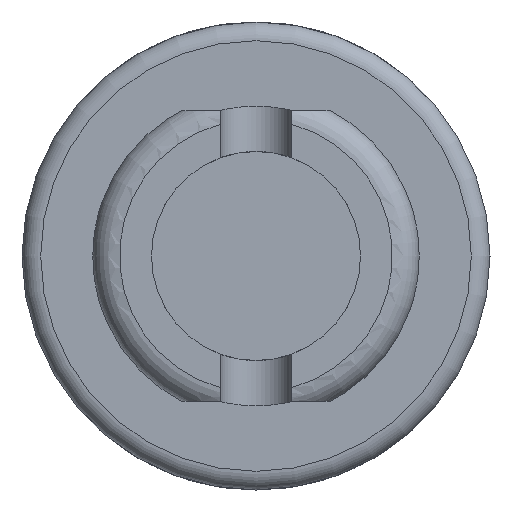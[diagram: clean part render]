
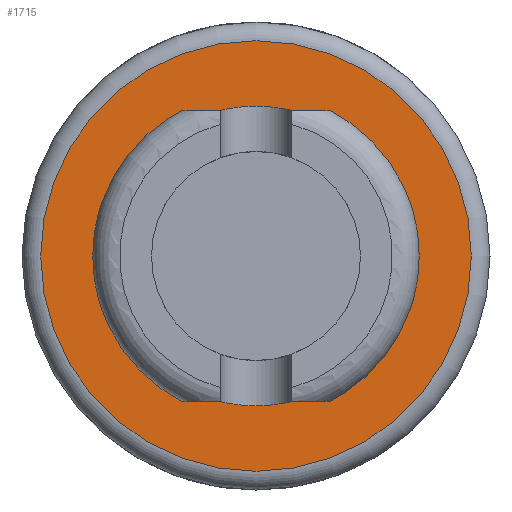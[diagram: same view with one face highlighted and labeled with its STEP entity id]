
A CAD part, left-side view. The second image highlights one B-rep face of the part: STEP entity #1715.
In plain terms, the highlighted planar face has unit normal (-1, 0, 0).
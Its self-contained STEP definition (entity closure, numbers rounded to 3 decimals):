
#15=FACE_BOUND('',#556,.T.);
#456=FACE_OUTER_BOUND('',#555,.T.);
#555=EDGE_LOOP('',(#1334,#1335));
#556=EDGE_LOOP('',(#1336,#1337));
#633=CIRCLE('',#1850,3.45);
#634=CIRCLE('',#1851,3.45);
#642=CIRCLE('',#1862,2.4);
#643=CIRCLE('',#1863,2.4);
#759=VERTEX_POINT('',#2777);
#760=VERTEX_POINT('',#2778);
#765=VERTEX_POINT('',#2831);
#766=VERTEX_POINT('',#2833);
#964=EDGE_CURVE('',#759,#760,#633,.T.);
#965=EDGE_CURVE('',#760,#759,#634,.T.);
#976=EDGE_CURVE('',#765,#766,#642,.T.);
#977=EDGE_CURVE('',#766,#765,#643,.T.);
#1334=ORIENTED_EDGE('',*,*,#964,.T.);
#1335=ORIENTED_EDGE('',*,*,#965,.T.);
#1336=ORIENTED_EDGE('',*,*,#977,.F.);
#1337=ORIENTED_EDGE('',*,*,#976,.F.);
#1624=PLANE('',#1868);
#1715=ADVANCED_FACE('',(#456,#15),#1624,.T.);
#1850=AXIS2_PLACEMENT_3D('',#2779,#2184,#2185);
#1851=AXIS2_PLACEMENT_3D('',#2780,#2186,#2187);
#1862=AXIS2_PLACEMENT_3D('',#2834,#2209,#2210);
#1863=AXIS2_PLACEMENT_3D('',#2835,#2211,#2212);
#1868=AXIS2_PLACEMENT_3D('',#2876,#2221,#2222);
#2184=DIRECTION('center_axis',(-1.,0.,0.));
#2185=DIRECTION('ref_axis',(0.,0.,-1.));
#2186=DIRECTION('center_axis',(-1.,0.,0.));
#2187=DIRECTION('ref_axis',(0.,0.,-1.));
#2209=DIRECTION('center_axis',(-1.,0.,0.));
#2210=DIRECTION('ref_axis',(0.,0.,-1.));
#2211=DIRECTION('center_axis',(-1.,0.,0.));
#2212=DIRECTION('ref_axis',(0.,0.,-1.));
#2221=DIRECTION('center_axis',(-1.,0.,0.));
#2222=DIRECTION('ref_axis',(0.,0.,-1.));
#2777=CARTESIAN_POINT('',(-0.825,-3.45,0.));
#2778=CARTESIAN_POINT('',(-0.825,0.,3.45));
#2779=CARTESIAN_POINT('Origin',(-0.825,0.,0.));
#2780=CARTESIAN_POINT('Origin',(-0.825,0.,0.));
#2831=CARTESIAN_POINT('',(-0.825,2.4,0.));
#2833=CARTESIAN_POINT('',(-0.825,-2.4,0.));
#2834=CARTESIAN_POINT('Origin',(-0.825,0.,0.));
#2835=CARTESIAN_POINT('Origin',(-0.825,0.,0.));
#2876=CARTESIAN_POINT('Origin',(-0.825,-2.4,0.));
